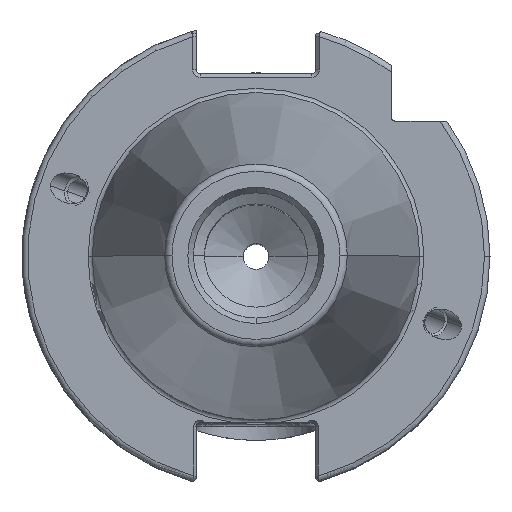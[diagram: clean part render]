
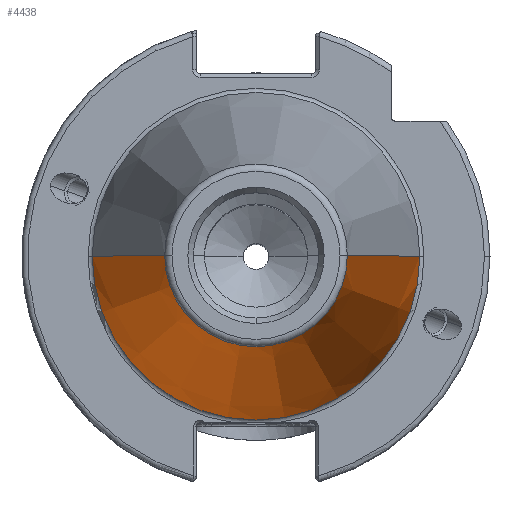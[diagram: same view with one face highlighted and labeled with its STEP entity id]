
A CAD part, top view. The second image highlights one B-rep face of the part: STEP entity #4438.
In plain terms, the highlighted conical face has half-angle 8.297 degrees and reference radius 12.397 mm.
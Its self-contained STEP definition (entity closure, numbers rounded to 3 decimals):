
#480 = CARTESIAN_POINT ( 'NONE',  ( 12.397, 0., 67.394 ) ) ;
#964 = ORIENTED_EDGE ( 'NONE', *, *, #5635, .T. ) ;
#1075 = CARTESIAN_POINT ( 'NONE',  ( -22.225, 0., 0. ) ) ;
#1215 = EDGE_CURVE ( 'NONE', #5303, #4590, #8118, .T. ) ;
#1401 = EDGE_CURVE ( 'NONE', #6749, #9016, #4046, .T. ) ;
#2837 = DIRECTION ( 'NONE',  ( -1., 0., 0. ) ) ;
#3039 = CARTESIAN_POINT ( 'NONE',  ( 0., 0., 67.394 ) ) ;
#3392 = DIRECTION ( 'NONE',  ( 0., 0., -1. ) ) ;
#3397 = ORIENTED_EDGE ( 'NONE', *, *, #5617, .F. ) ;
#3610 = VECTOR ( 'NONE', #8723, 1000. ) ;
#4046 = LINE ( 'NONE', #480, #3610 ) ;
#4438 = ADVANCED_FACE ( 'NONE', ( #8654 ), #8503, .T. ) ;
#4590 = VERTEX_POINT ( 'NONE', #1075 ) ;
#5303 = VERTEX_POINT ( 'NONE', #6549 ) ;
#5441 = CARTESIAN_POINT ( 'NONE',  ( 22.225, 0., 0. ) ) ;
#5617 = EDGE_CURVE ( 'NONE', #5303, #6749, #7814, .T. ) ;
#5635 = EDGE_CURVE ( 'NONE', #4590, #9016, #7903, .T. ) ;
#6285 = VECTOR ( 'NONE', #7477, 1000. ) ;
#6549 = CARTESIAN_POINT ( 'NONE',  ( -12.397, 0., 67.394 ) ) ;
#6609 = EDGE_LOOP ( 'NONE', ( #7995, #3397, #6926, #964 ) ) ;
#6749 = VERTEX_POINT ( 'NONE', #8491 ) ;
#6926 = ORIENTED_EDGE ( 'NONE', *, *, #1215, .T. ) ;
#7477 = DIRECTION ( 'NONE',  ( -0.144, 0., -0.99 ) ) ;
#7618 = DIRECTION ( 'NONE',  ( 1., 0., 0. ) ) ;
#7629 = AXIS2_PLACEMENT_3D ( 'NONE', #3039, #3392, #2837 ) ;
#7680 = DIRECTION ( 'NONE',  ( 0., 0., 1. ) ) ;
#7741 = CARTESIAN_POINT ( 'NONE',  ( 0., 0., 0. ) ) ;
#7814 = CIRCLE ( 'NONE', #8590, 12.397 ) ;
#7903 = CIRCLE ( 'NONE', #8463, 22.225 ) ;
#7964 = CARTESIAN_POINT ( 'NONE',  ( -12.397, 0., 67.394 ) ) ;
#7995 = ORIENTED_EDGE ( 'NONE', *, *, #1401, .F. ) ;
#8118 = LINE ( 'NONE', #7964, #6285 ) ;
#8360 = DIRECTION ( 'NONE',  ( 1., 0., 0. ) ) ;
#8373 = DIRECTION ( 'NONE',  ( 0., 0., 1. ) ) ;
#8396 = CARTESIAN_POINT ( 'NONE',  ( 0., 0., 67.394 ) ) ;
#8463 = AXIS2_PLACEMENT_3D ( 'NONE', #7741, #7680, #7618 ) ;
#8491 = CARTESIAN_POINT ( 'NONE',  ( 12.397, 0., 67.394 ) ) ;
#8503 = CONICAL_SURFACE ( 'NONE', #7629, 12.397, 0.145 ) ;
#8590 = AXIS2_PLACEMENT_3D ( 'NONE', #8396, #8373, #8360 ) ;
#8654 = FACE_OUTER_BOUND ( 'NONE', #6609, .T. ) ;
#8723 = DIRECTION ( 'NONE',  ( 0.144, 0., -0.99 ) ) ;
#9016 = VERTEX_POINT ( 'NONE', #5441 ) ;
